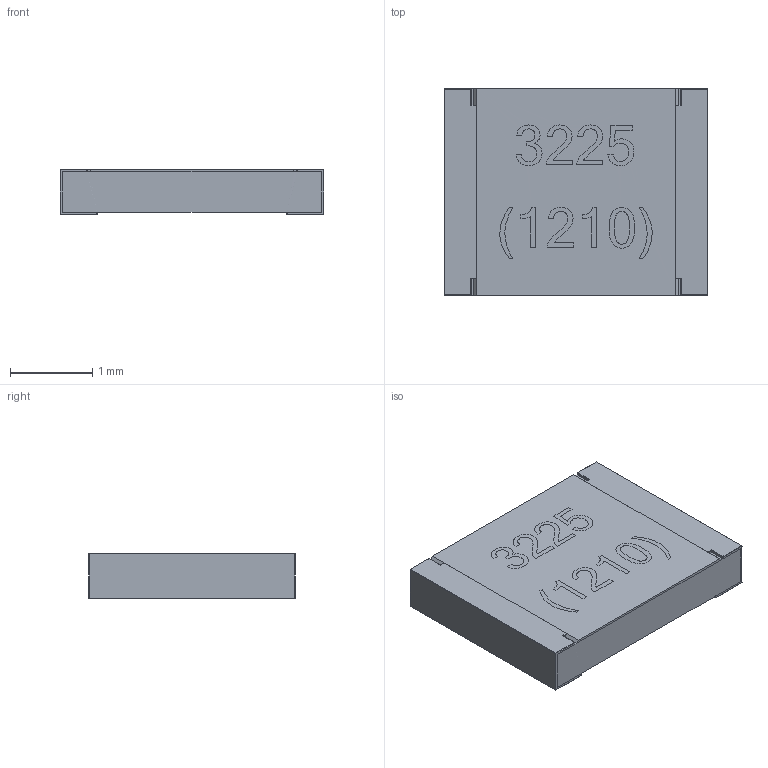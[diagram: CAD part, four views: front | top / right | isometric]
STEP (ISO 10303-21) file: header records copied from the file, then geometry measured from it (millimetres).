
FILE_DESCRIPTION(('FreeCAD Model'),'2;1');
FILE_NAME('Res_smd_1210.step','2016-03-28T15:50:21',( 'Author'),(''),'Open CASCADE STEP processor 6.8','FreeCAD','Unknown' );
FILE_SCHEMA(('AUTOMOTIVE_DESIGN_CC2 { 1 2 10303 214 -1 1 5 4 }'));
Length unit declared in the file: millimetre
Products named in the file (2): ASSEMBLY; Res_smd_1210
Assembly tree (1 placements, depth 2):
  ASSEMBLY
    Res_smd_1210
Bounding box: 3.2 x 2.5 x 0.55 mm (x, y, z)
Volume: 4.2 mm3; surface area: 22.6 mm2
Topology: 1 solids, 1 shells, 93 faces, 351 edges, 255 vertices
Faces by surface type: plane 43, cylinder 34, bspline 16
Entity records: 13650 total; most frequent: CARTESIAN_POINT 7784, B_SPLINE_CURVE_WITH_KNOTS 711, ORIENTED_EDGE 670, PCURVE 670, DEFINITIONAL_REPRESENTATION 670, DIRECTION 500, EDGE_CURVE 335, SURFACE_CURVE 335
